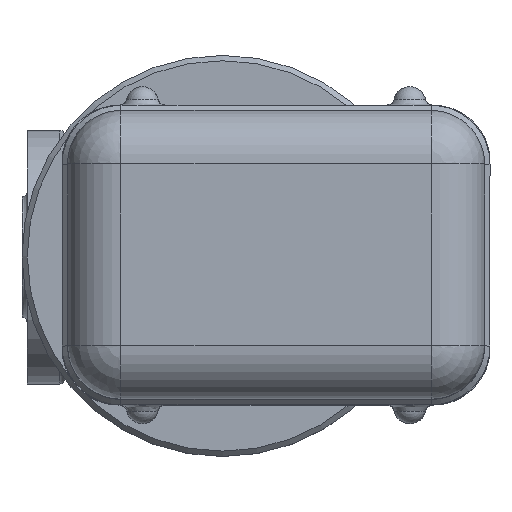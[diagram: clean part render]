
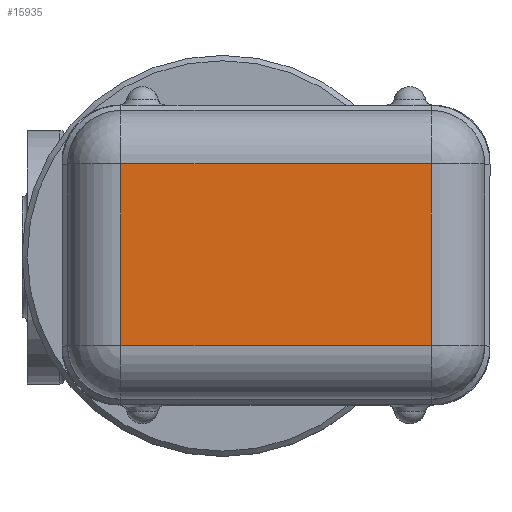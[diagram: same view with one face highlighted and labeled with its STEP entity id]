
A CAD part, top view. The second image highlights one B-rep face of the part: STEP entity #15935.
In plain terms, the highlighted planar face has unit normal (0, 0, 1).
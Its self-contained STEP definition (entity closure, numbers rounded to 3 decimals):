
#10228=CARTESIAN_POINT('',(78.,-34.,589.));
#10229=VERTEX_POINT('',#10228);
#10230=CARTESIAN_POINT('',(-38.,-34.,589.));
#10231=VERTEX_POINT('',#10230);
#10232=CARTESIAN_POINT('',(78.,-34.,589.));
#10233=DIRECTION('',(-1.0,0.0,0.0));
#10234=VECTOR('',#10233,116.);
#10235=LINE('',#10232,#10234);
#10236=EDGE_CURVE('',#10229,#10231,#10235,.T.);
#13083=CARTESIAN_POINT('',(-38.,34.,589.));
#13084=VERTEX_POINT('',#13083);
#13092=CARTESIAN_POINT('',(78.,34.,589.));
#13093=VERTEX_POINT('',#13092);
#13094=CARTESIAN_POINT('',(-38.,34.,589.));
#13095=DIRECTION('',(1.0,0.0,0.0));
#13096=VECTOR('',#13095,116.);
#13097=LINE('',#13094,#13096);
#13098=EDGE_CURVE('',#13084,#13093,#13097,.T.);
#15689=CARTESIAN_POINT('',(78.,34.,589.));
#15690=DIRECTION('',(0.0,-1.0,0.0));
#15691=VECTOR('',#15690,68.);
#15692=LINE('',#15689,#15691);
#15693=EDGE_CURVE('',#13093,#10229,#15692,.T.);
#15744=CARTESIAN_POINT('',(-38.,-34.,589.));
#15745=DIRECTION('',(0.0,1.0,0.0));
#15746=VECTOR('',#15745,68.);
#15747=LINE('',#15744,#15746);
#15748=EDGE_CURVE('',#10231,#13084,#15747,.T.);
#15924=CARTESIAN_POINT('',(20.,0.,589.));
#15925=DIRECTION('',(0.0,0.0,1.0));
#15926=DIRECTION('',(1.0,0.0,0.0));
#15927=AXIS2_PLACEMENT_3D('',#15924,#15925,#15926);
#15928=PLANE('',#15927);
#15929=ORIENTED_EDGE('',*,*,#10236,.F.);
#15930=ORIENTED_EDGE('',*,*,#15693,.F.);
#15931=ORIENTED_EDGE('',*,*,#13098,.F.);
#15932=ORIENTED_EDGE('',*,*,#15748,.F.);
#15933=EDGE_LOOP('',(#15929,#15930,#15931,#15932));
#15934=FACE_OUTER_BOUND('',#15933,.T.);
#15935=ADVANCED_FACE('',(#15934),#15928,.T.);
